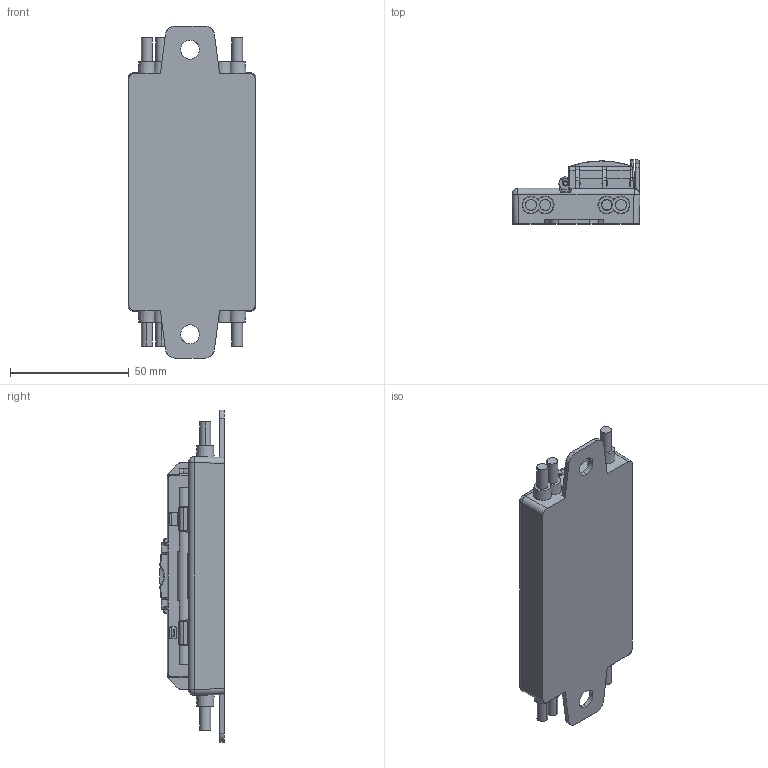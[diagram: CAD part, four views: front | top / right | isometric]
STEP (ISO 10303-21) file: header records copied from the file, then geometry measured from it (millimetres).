
FILE_DESCRIPTION((''),'2;1');
FILE_NAME('DM_CAD-2480_SW0001','2017-01-05T',('creinig-se'),(''),'PRO/ENGINEER BY PARAMETRIC TECHNOLOGY CORPORATION, 2015440','PRO/ENGINEER BY PARAMETRIC TECHNOLOGY CORPORATION, 2015440','');
FILE_SCHEMA(('CONFIG_CONTROL_DESIGN'));
Length unit declared in the file: millimetre
Products named in the file (1): DM_CAD-2480_SW0001
Bounding box: 53.95 x 27.15 x 140 mm (x, y, z)
Volume: 99546.5 mm3; surface area: 31464.8 mm2
Topology: 1 solids, 1 shells, 785 faces, 2134 edges, 1351 vertices
Faces by surface type: plane 451, cylinder 201, torus 60, cone 54, sphere 11, bspline 8
Entity records: 32765 total; most frequent: CARTESIAN_POINT 7727, ORIENTED_EDGE 4248, DIRECTION 3733, EDGE_CURVE 2124, VECTOR 1357, LINE 1357, VERTEX_POINT 1351, AXIS2_PLACEMENT_3D 1188
